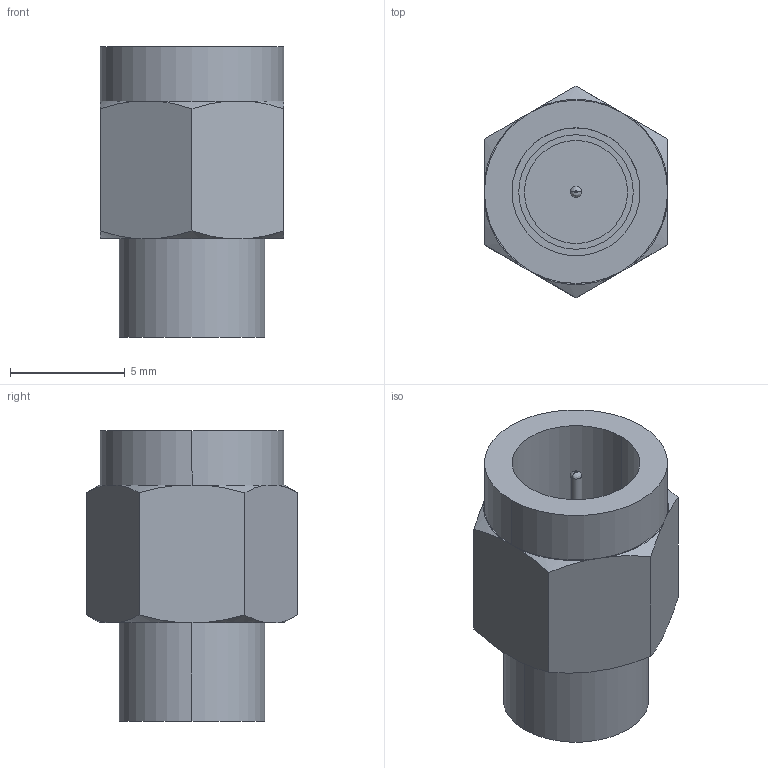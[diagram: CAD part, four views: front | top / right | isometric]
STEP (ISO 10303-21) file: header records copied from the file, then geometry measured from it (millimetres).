
FILE_DESCRIPTION (( 'STEP AP214' ), '1' );
FILE_NAME ('User Library-SMA termination - M.STEP', '2015-12-08T17:57:01', ( 'Windows User' ), ( '' ), 'SwSTEP 2.0', 'SolidWorks 2016', '' );
FILE_SCHEMA (( 'AUTOMOTIVE_DESIGN' ));
Length unit declared in the file: millimetre
Products named in the file (1): User Library-SMA termination - M
Bounding box: 8 x 9.24 x 12.7 mm (x, y, z)
Volume: 467.1 mm3; surface area: 519.4 mm2
Topology: 1 solids, 1 shells, 45 faces, 104 edges, 66 vertices
Faces by surface type: plane 19, cylinder 12, cone 12, bspline 2
Entity records: 1360 total; most frequent: CARTESIAN_POINT 324, DIRECTION 208, ORIENTED_EDGE 208, EDGE_CURVE 104, AXIS2_PLACEMENT_3D 86, VERTEX_POINT 66, EDGE_LOOP 50, FACE_OUTER_BOUND 45
